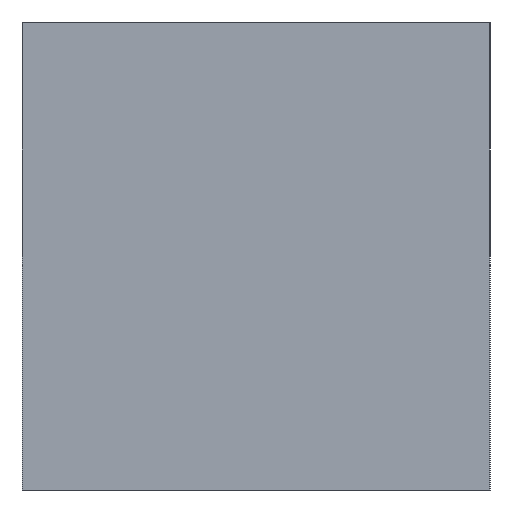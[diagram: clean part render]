
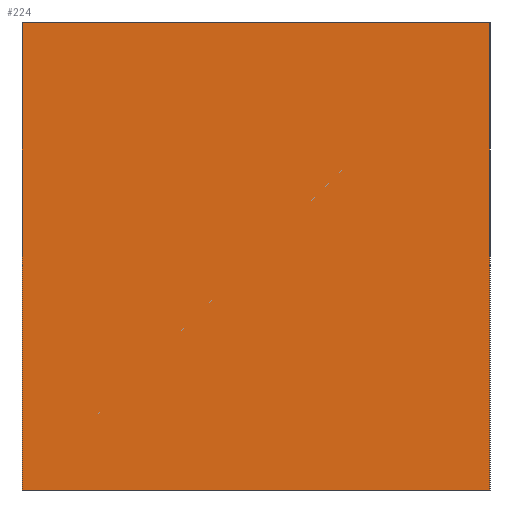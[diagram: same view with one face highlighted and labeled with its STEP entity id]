
A CAD part, left-side view. The second image highlights one B-rep face of the part: STEP entity #224.
In plain terms, the highlighted planar face has unit normal (-1, 0, 0).
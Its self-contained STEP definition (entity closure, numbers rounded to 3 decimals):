
#23=PLANE('',#266);
#33=FACE_OUTER_BOUND('',#43,.T.);
#43=EDGE_LOOP('',(#172,#173,#174,#175));
#63=LINE('',#374,#79);
#64=LINE('',#377,#80);
#65=LINE('',#379,#81);
#66=LINE('',#380,#82);
#79=VECTOR('',#314,10.);
#80=VECTOR('',#317,10.);
#81=VECTOR('',#318,10.);
#82=VECTOR('',#319,10.);
#112=VERTEX_POINT('',#367);
#115=VERTEX_POINT('',#372);
#116=VERTEX_POINT('',#376);
#117=VERTEX_POINT('',#378);
#139=EDGE_CURVE('',#112,#115,#63,.T.);
#140=EDGE_CURVE('',#116,#112,#64,.T.);
#141=EDGE_CURVE('',#117,#115,#65,.T.);
#142=EDGE_CURVE('',#116,#117,#66,.T.);
#172=ORIENTED_EDGE('',*,*,#140,.T.);
#173=ORIENTED_EDGE('',*,*,#139,.T.);
#174=ORIENTED_EDGE('',*,*,#141,.F.);
#175=ORIENTED_EDGE('',*,*,#142,.F.);
#224=ADVANCED_FACE('',(#33),#23,.T.);
#266=AXIS2_PLACEMENT_3D('',#375,#315,#316);
#314=DIRECTION('',(0.,0.,1.));
#315=DIRECTION('center_axis',(-1.,0.,0.));
#316=DIRECTION('ref_axis',(0.,-1.,0.));
#317=DIRECTION('',(0.,-1.,0.));
#318=DIRECTION('',(0.,-1.,0.));
#319=DIRECTION('',(0.,0.,1.));
#367=CARTESIAN_POINT('',(-12.5,-5.,0.));
#372=CARTESIAN_POINT('',(-12.5,-5.,10.));
#374=CARTESIAN_POINT('',(-12.5,-5.,0.));
#375=CARTESIAN_POINT('Origin',(-12.5,5.,0.));
#376=CARTESIAN_POINT('',(-12.5,5.,0.));
#377=CARTESIAN_POINT('',(-12.5,5.,0.));
#378=CARTESIAN_POINT('',(-12.5,5.,10.));
#379=CARTESIAN_POINT('',(-12.5,5.,10.));
#380=CARTESIAN_POINT('',(-12.5,5.,0.));
